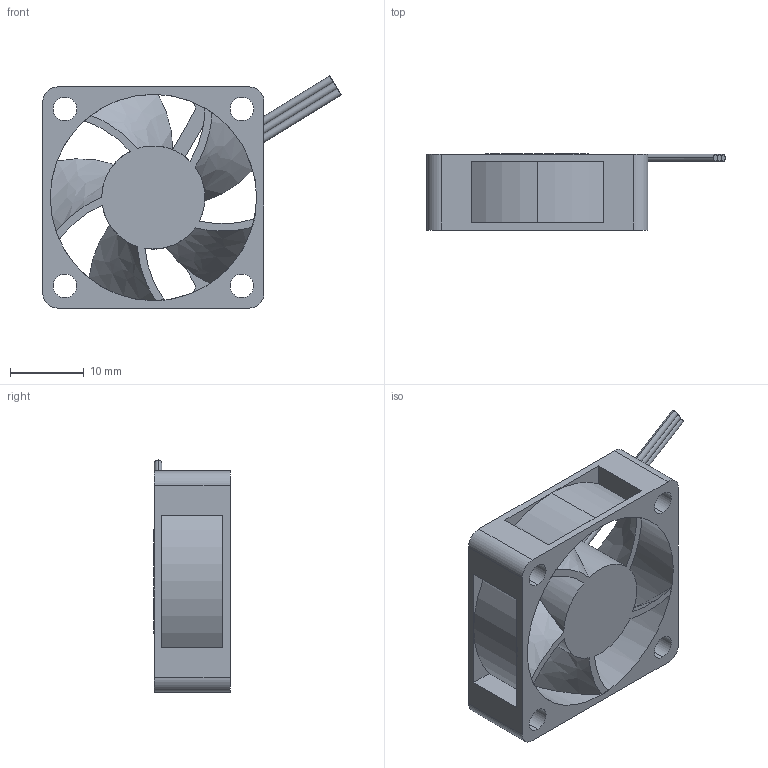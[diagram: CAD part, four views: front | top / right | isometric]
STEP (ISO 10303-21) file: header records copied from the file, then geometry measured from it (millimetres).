
FILE_DESCRIPTION (( 'STEP AP214' ), '1' );
FILE_NAME ('30mm_fan.STEP', '2022-03-18T20:33:33', ( '' ), ( '' ), 'SwSTEP 2.0', 'SolidWorks 2016', '' );
FILE_SCHEMA (( 'AUTOMOTIVE_DESIGN' ));
Length unit declared in the file: millimetre
Products named in the file (5): 30mm_fan; Pieza3^30mm_fan; Pieza2^30mm_fan; 30mm_fanprop; 30mm_fan_frame
Assembly tree (4 placements, depth 2):
  30mm_fan
    30mm_fan_frame
    30mm_fanprop
    Pieza2^30mm_fan
    Pieza3^30mm_fan
Bounding box: 40.48 x 10.4 x 31.49 mm (x, y, z)
Volume: 3195.6 mm3; surface area: 6474.9 mm2
Topology: 6 solids, 6 shells, 133 faces, 338 edges, 221 vertices
Faces by surface type: plane 65, cylinder 53, bspline 15
Entity records: 4747 total; most frequent: CARTESIAN_POINT 1261, DIRECTION 685, ORIENTED_EDGE 676, EDGE_CURVE 338, AXIS2_PLACEMENT_3D 260, VERTEX_POINT 221, LINE 165, VECTOR 165
